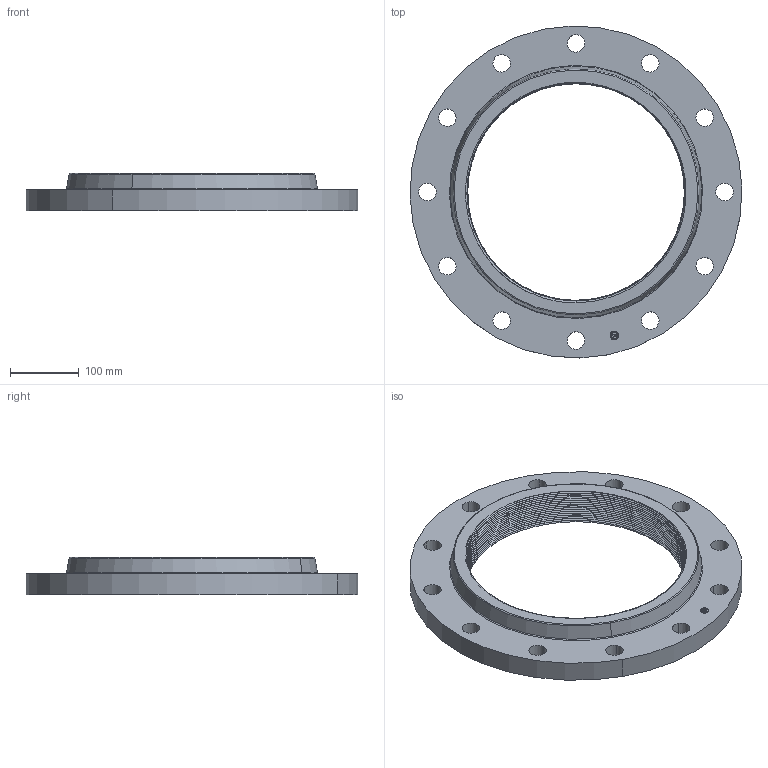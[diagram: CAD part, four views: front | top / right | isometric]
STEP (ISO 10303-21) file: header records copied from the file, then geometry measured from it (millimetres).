
FILE_DESCRIPTION(('3D STEP'),'2;1');
FILE_NAME('12-150-THREADED-FF-FLANGE.stp','2013-01-24T07:01:00+00:00',('Texas Flange'),(''),'CATIA Version 5 Release 20 SP 6 (IN-10)','CATIA V5 STEP AP214','800-826-3801');
FILE_SCHEMA(('AUTOMOTIVE_DESIGN { 1 0 10303 214 1 1 1 1 }'));
Length unit declared in the file: inch
Products named in the file (1): 12-150-THREADED-FF-FLANGE
Bounding box: 482.47 x 482.47 x 53.85 mm (x, y, z)
Volume: 3468545.5 mm3; surface area: 391608.8 mm2
Topology: 1 solids, 1 shells, 597 faces, 1591 edges, 1014 vertices
Faces by surface type: plane 368, bspline 142, cylinder 46, cone 37, torus 4
Entity records: 24564 total; most frequent: CARTESIAN_POINT 8553, ORIENTED_EDGE 3182, DIRECTION 1974, EDGE_CURVE 1591, VECTOR 1126, LINE 1126, VERTEX_POINT 1014, EDGE_LOOP 641
